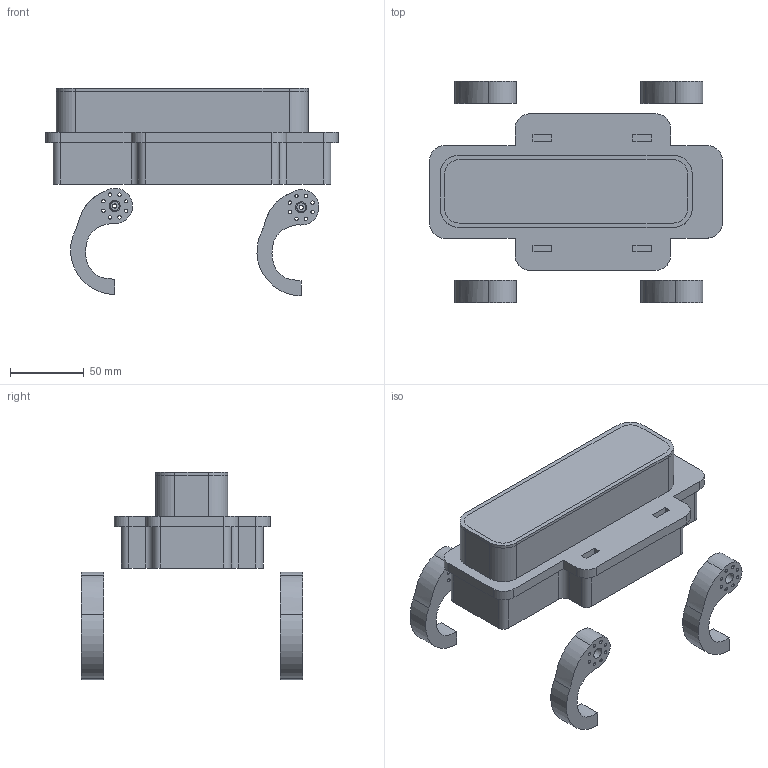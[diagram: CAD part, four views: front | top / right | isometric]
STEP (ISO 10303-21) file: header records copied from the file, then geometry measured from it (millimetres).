
FILE_DESCRIPTION(/* description */ (''),/* implementation_level */ '2;1');
FILE_NAME(/* name */ 'Sandbot.step',/* time_stamp */ '2025-06-16T17:56:28-07:00',/* author */ (''),/* organization */ (''),/* preprocessor_version */ 'ST-DEVELOPER v20.1',/* originating_system */ 'Autodesk Translation Framework v14.10.0.0',/* authorisation */ '');
FILE_SCHEMA (('AUTOMOTIVE_DESIGN { 1 0 10303 214 3 1 1 }'));
Length unit declared in the file: millimetre
Products named in the file (4): Demo1; Leg(Final)v2 v2; Bottom Part Test v1; Middle Part Test v1
Assembly tree (3 placements, depth 2):
  Demo1
    Leg(Final)v2 v2
    Bottom Part Test v1
    Middle Part Test v1
Bounding box: 198.32 x 150 x 140.82 mm (x, y, z)
Volume: 355401.1 mm3; surface area: 174176 mm2
Topology: 7 solids, 7 shells, 264 faces, 708 edges, 472 vertices
Faces by surface type: plane 132, cylinder 124, bspline 8
Full cylindrical faces by diameter (mm): 2.3 x32, 2.8 x4, 6 x4, 7.5 x4
Entity records: 9246 total; most frequent: CARTESIAN_POINT 2147, DIRECTION 1466, ORIENTED_EDGE 1416, EDGE_CURVE 708, AXIS2_PLACEMENT_3D 511, VERTEX_POINT 472, LINE 444, VECTOR 444
